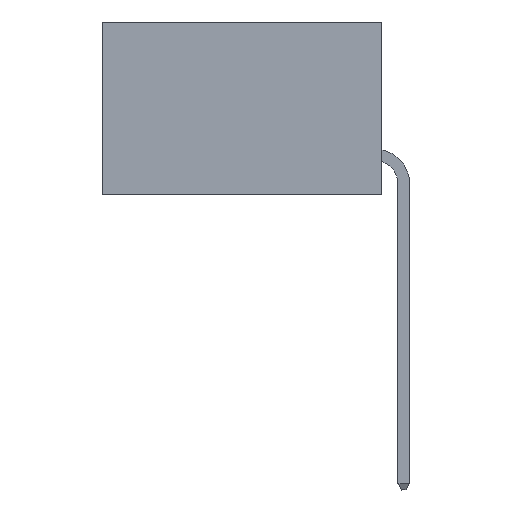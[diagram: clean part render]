
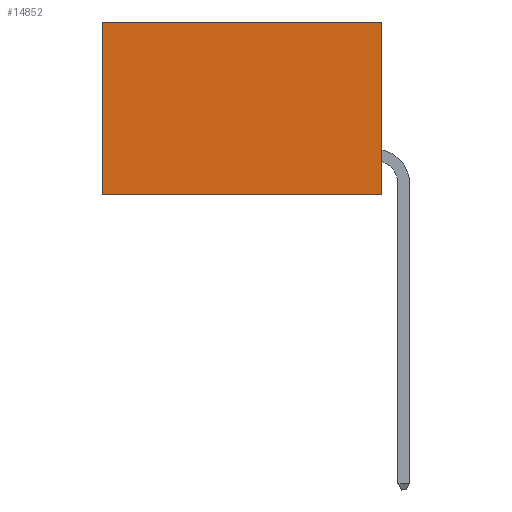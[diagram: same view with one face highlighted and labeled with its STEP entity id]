
A CAD part, left-side view. The second image highlights one B-rep face of the part: STEP entity #14852.
In plain terms, the highlighted planar face has unit normal (-1, 0, 0).
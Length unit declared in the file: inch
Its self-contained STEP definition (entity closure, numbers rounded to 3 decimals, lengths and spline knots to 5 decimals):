
#4749 = EDGE_LOOP ( 'NONE', ( #5203, #8063, #29825, #27169 ) ) ;
#5203 = ORIENTED_EDGE ( 'NONE', *, *, #10970, .T. ) ;
#5720 = DIRECTION ( 'NONE',  ( 0., 0., -1. ) ) ;
#6570 = DIRECTION ( 'NONE',  ( 1., 0., 0. ) ) ;
#7767 = EDGE_CURVE ( 'NONE', #27363, #11257, #27668, .T. ) ;
#7775 = LINE ( 'NONE', #9860, #13602 ) ;
#8063 = ORIENTED_EDGE ( 'NONE', *, *, #7767, .F. ) ;
#8088 = VERTEX_POINT ( 'NONE', #18091 ) ;
#8810 = CARTESIAN_POINT ( 'NONE',  ( 0.2875, 0., -0.37 ) ) ;
#9522 = CARTESIAN_POINT ( 'NONE',  ( 0.2875, 0., -0.37 ) ) ;
#9591 = CARTESIAN_POINT ( 'NONE',  ( 0.2875, 0.6, -0.37 ) ) ;
#9860 = CARTESIAN_POINT ( 'NONE',  ( 0.2875, 0., 0. ) ) ;
#10970 = EDGE_CURVE ( 'NONE', #16870, #11257, #27531, .T. ) ;
#11257 = VERTEX_POINT ( 'NONE', #9591 ) ;
#11301 = VECTOR ( 'NONE', #5720, 39.37008 ) ;
#11547 = DIRECTION ( 'NONE',  ( 0., 0., -1. ) ) ;
#11651 = CARTESIAN_POINT ( 'NONE',  ( 0.2875, 0., 0. ) ) ;
#11663 = CARTESIAN_POINT ( 'NONE',  ( 0.2875, 0., 0. ) ) ;
#13602 = VECTOR ( 'NONE', #27149, 39.37008 ) ;
#14852 = ADVANCED_FACE ( 'NONE', ( #28988 ), #16200, .F. ) ;
#15573 = CARTESIAN_POINT ( 'NONE',  ( 0.2875, 0.6, 0. ) ) ;
#16106 = VECTOR ( 'NONE', #23971, 39.37008 ) ;
#16200 = PLANE ( 'NONE',  #29374 ) ;
#16870 = VERTEX_POINT ( 'NONE', #29454 ) ;
#18091 = CARTESIAN_POINT ( 'NONE',  ( 0.2875, 0., 0. ) ) ;
#18516 = EDGE_CURVE ( 'NONE', #8088, #16870, #7775, .T. ) ;
#21674 = LINE ( 'NONE', #11663, #31358 ) ;
#23971 = DIRECTION ( 'NONE',  ( 0., 1., 0. ) ) ;
#27149 = DIRECTION ( 'NONE',  ( 0., 1., 0. ) ) ;
#27169 = ORIENTED_EDGE ( 'NONE', *, *, #18516, .T. ) ;
#27363 = VERTEX_POINT ( 'NONE', #9522 ) ;
#27531 = LINE ( 'NONE', #15573, #11301 ) ;
#27623 = EDGE_CURVE ( 'NONE', #8088, #27363, #21674, .T. ) ;
#27668 = LINE ( 'NONE', #8810, #16106 ) ;
#28941 = DIRECTION ( 'NONE',  ( 0., 0., -1. ) ) ;
#28988 = FACE_OUTER_BOUND ( 'NONE', #4749, .T. ) ;
#29374 = AXIS2_PLACEMENT_3D ( 'NONE', #11651, #6570, #11547 ) ;
#29454 = CARTESIAN_POINT ( 'NONE',  ( 0.2875, 0.6, 0. ) ) ;
#29825 = ORIENTED_EDGE ( 'NONE', *, *, #27623, .F. ) ;
#31358 = VECTOR ( 'NONE', #28941, 39.37008 ) ;
